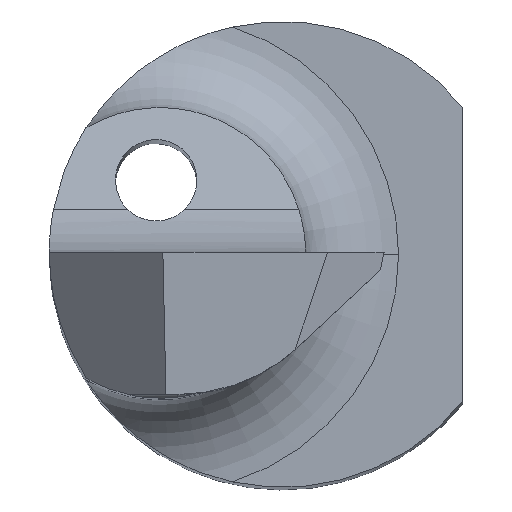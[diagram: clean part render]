
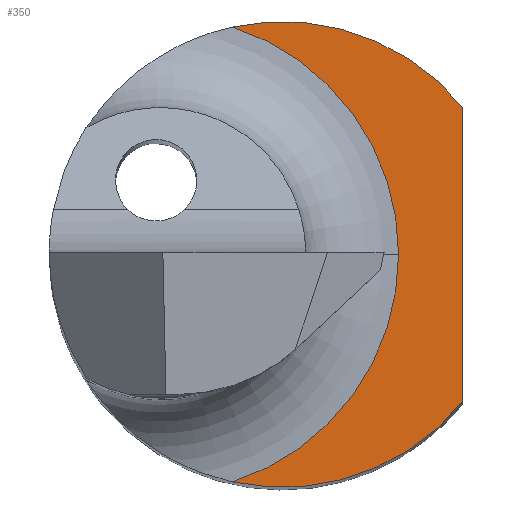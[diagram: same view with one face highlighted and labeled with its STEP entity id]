
A CAD part, top view. The second image highlights one B-rep face of the part: STEP entity #350.
In plain terms, the highlighted planar face has unit normal (0, 0, 1).
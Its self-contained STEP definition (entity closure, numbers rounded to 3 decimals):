
#10 = AXIS2_PLACEMENT_3D ( 'NONE', #157, #878, #524 ) ;
#37 = CARTESIAN_POINT ( 'NONE',  ( -0.429, 1.954, 13.75 ) ) ;
#38 = ORIENTED_EDGE ( 'NONE', *, *, #568, .T. ) ;
#82 = VERTEX_POINT ( 'NONE', #688 ) ;
#141 = VERTEX_POINT ( 'NONE', #37 ) ;
#157 = CARTESIAN_POINT ( 'NONE',  ( -1.05, 0., 13.75 ) ) ;
#163 = CARTESIAN_POINT ( 'NONE',  ( 1.55, -1.264, 13.75 ) ) ;
#176 = CARTESIAN_POINT ( 'NONE',  ( -1.05, 0., 13.75 ) ) ;
#215 = VERTEX_POINT ( 'NONE', #487 ) ;
#294 = EDGE_CURVE ( 'NONE', #215, #141, #511, .T. ) ;
#295 = DIRECTION ( 'NONE',  ( 1., 0., 0. ) ) ;
#322 = VECTOR ( 'NONE', #946, 1000. ) ;
#324 = AXIS2_PLACEMENT_3D ( 'NONE', #552, #739, #1024 ) ;
#350 = ADVANCED_FACE ( 'NONE', ( #401 ), #675, .T. ) ;
#354 = ORIENTED_EDGE ( 'NONE', *, *, #1103, .T. ) ;
#401 = FACE_OUTER_BOUND ( 'NONE', #602, .T. ) ;
#409 = CARTESIAN_POINT ( 'NONE',  ( 0., 0., 13.75 ) ) ;
#430 = EDGE_CURVE ( 'NONE', #900, #215, #840, .T. ) ;
#434 = AXIS2_PLACEMENT_3D ( 'NONE', #709, #1011, #1074 ) ;
#475 = DIRECTION ( 'NONE',  ( 0., 0., 1. ) ) ;
#487 = CARTESIAN_POINT ( 'NONE',  ( 1.55, 1.264, 13.75 ) ) ;
#511 = CIRCLE ( 'NONE', #434, 2. ) ;
#524 = DIRECTION ( 'NONE',  ( 1., 0., 0. ) ) ;
#550 = DIRECTION ( 'NONE',  ( 1., 0., 0. ) ) ;
#551 = CIRCLE ( 'NONE', #1013, 2.05 ) ;
#552 = CARTESIAN_POINT ( 'NONE',  ( 0., 0., 13.75 ) ) ;
#568 = EDGE_CURVE ( 'NONE', #960, #900, #1092, .T. ) ;
#602 = EDGE_LOOP ( 'NONE', ( #909, #882, #354, #38, #710 ) ) ;
#643 = EDGE_CURVE ( 'NONE', #141, #82, #650, .T. ) ;
#650 = CIRCLE ( 'NONE', #10, 2.05 ) ;
#655 = CARTESIAN_POINT ( 'NONE',  ( 1.55, -0.5, 13.75 ) ) ;
#675 = PLANE ( 'NONE',  #1129 ) ;
#688 = CARTESIAN_POINT ( 'NONE',  ( 1., 0., 13.75 ) ) ;
#709 = CARTESIAN_POINT ( 'NONE',  ( 0., 0., 13.75 ) ) ;
#710 = ORIENTED_EDGE ( 'NONE', *, *, #430, .T. ) ;
#739 = DIRECTION ( 'NONE',  ( 0., 0., 1. ) ) ;
#840 = LINE ( 'NONE', #655, #322 ) ;
#876 = CARTESIAN_POINT ( 'NONE',  ( -0.429, -1.954, 13.75 ) ) ;
#878 = DIRECTION ( 'NONE',  ( 0., 0., -1. ) ) ;
#882 = ORIENTED_EDGE ( 'NONE', *, *, #643, .T. ) ;
#900 = VERTEX_POINT ( 'NONE', #163 ) ;
#909 = ORIENTED_EDGE ( 'NONE', *, *, #294, .T. ) ;
#910 = DIRECTION ( 'NONE',  ( 0., 0., -1. ) ) ;
#946 = DIRECTION ( 'NONE',  ( 0., 1., 0. ) ) ;
#960 = VERTEX_POINT ( 'NONE', #876 ) ;
#1011 = DIRECTION ( 'NONE',  ( 0., 0., 1. ) ) ;
#1013 = AXIS2_PLACEMENT_3D ( 'NONE', #176, #910, #550 ) ;
#1024 = DIRECTION ( 'NONE',  ( 1., 0., 0. ) ) ;
#1074 = DIRECTION ( 'NONE',  ( 1., 0., 0. ) ) ;
#1092 = CIRCLE ( 'NONE', #324, 2. ) ;
#1103 = EDGE_CURVE ( 'NONE', #82, #960, #551, .T. ) ;
#1129 = AXIS2_PLACEMENT_3D ( 'NONE', #409, #475, #295 ) ;
